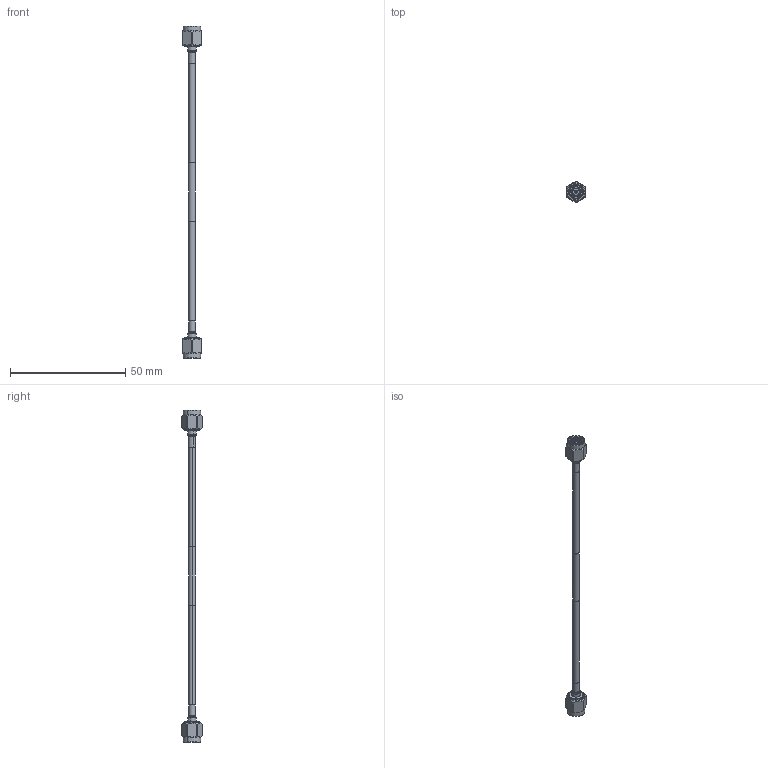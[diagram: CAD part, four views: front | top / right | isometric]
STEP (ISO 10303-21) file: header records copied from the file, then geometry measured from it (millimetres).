
FILE_DESCRIPTION (( 'STEP AP214' ), '1' );
FILE_NAME ('FMCA1969_3D.step', '2024-01-19T19:46:08', ( '' ), ( '' ), 'SwSTEP 2.0', 'SolidWorks 2022', '' );
FILE_SCHEMA (( 'AUTOMOTIVE_DESIGN' ));
Length unit declared in the file: inch
Products named in the file (4): FMCA1969_3D; Copy of Heatshrink_FM-F086_240177^FMCA1969; Copy of FMCN1606^FMCA1969; Copy of Cable_FM-F086_240177^FMCA1969
Assembly tree (5 placements, depth 2):
  FMCA1969_3D
    Copy of Cable_FM-F086_240177^FMCA1969
    Copy of Heatshrink_FM-F086_240177^FMCA1969  x2
    Copy of FMCN1606^FMCA1969  x2
Bounding box: 7.94 x 8.99 x 144.27 mm (x, y, z)
Volume: 1514.9 mm3; surface area: 2423.1 mm2
Topology: 5 solids, 5 shells, 198 faces, 444 edges, 276 vertices
Faces by surface type: cylinder 92, cone 46, plane 42, bspline 10, torus 8
Entity records: 5444 total; most frequent: CARTESIAN_POINT 2636, DIRECTION 499, ORIENTED_EDGE 462, EDGE_CURVE 231, AXIS2_PLACEMENT_3D 211, VERTEX_POINT 144, EDGE_LOOP 115, CIRCLE 104
